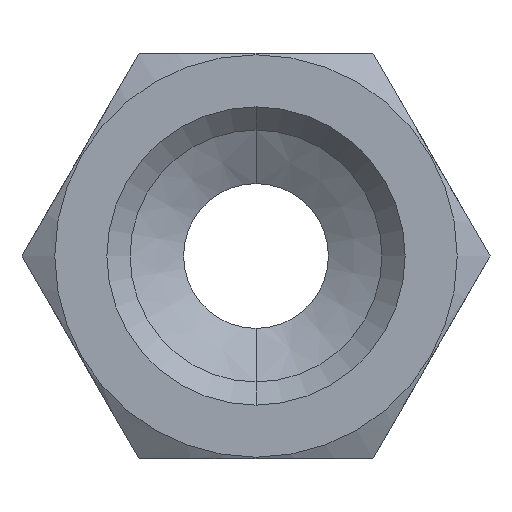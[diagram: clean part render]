
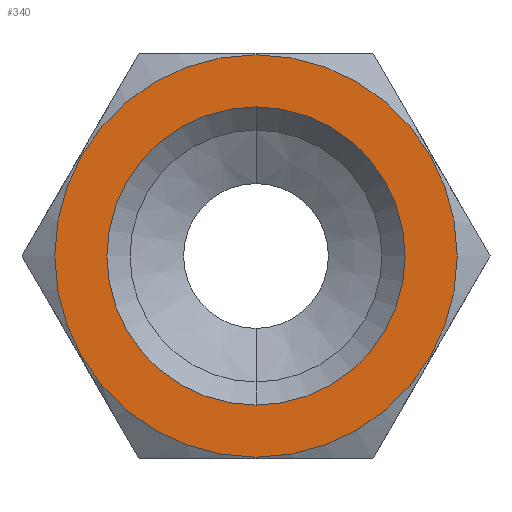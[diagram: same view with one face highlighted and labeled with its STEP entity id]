
A CAD part, front view. The second image highlights one B-rep face of the part: STEP entity #340.
In plain terms, the highlighted planar face has unit normal (0, -1, 0).
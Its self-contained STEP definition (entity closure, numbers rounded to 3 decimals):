
#3 = DIRECTION ( 'NONE',  ( 0., -1., 0. ) ) ;
#6 = DIRECTION ( 'NONE',  ( 0., 0., -1. ) ) ;
#133 = PLANE ( 'NONE',  #1765 ) ;
#134 = CARTESIAN_POINT ( 'NONE',  ( 6.95, 0., 0. ) ) ;
#135 = DIRECTION ( 'NONE',  ( 0., -1., 0. ) ) ;
#136 = DIRECTION ( 'NONE',  ( 0., 0., -1. ) ) ;
#150 = EDGE_CURVE ( 'NONE', #655, #812, #1356, .T. ) ;
#209 = EDGE_CURVE ( 'NONE', #678, #659, #1497, .T. ) ;
#261 = EDGE_CURVE ( 'NONE', #812, #655, #1386, .T. ) ;
#265 = EDGE_CURVE ( 'NONE', #659, #678, #1484, .T. ) ;
#340 = ADVANCED_FACE ( 'NONE', ( #923, #924 ), #133, .T. ) ;
#438 = AXIS2_PLACEMENT_3D ( 'NONE', #1502, #1503, #1504 ) ;
#478 = ORIENTED_EDGE ( 'NONE', *, *, #265, .F. ) ;
#480 = ORIENTED_EDGE ( 'NONE', *, *, #261, .T. ) ;
#481 = ORIENTED_EDGE ( 'NONE', *, *, #209, .F. ) ;
#655 = VERTEX_POINT ( 'NONE', #1945 ) ;
#659 = VERTEX_POINT ( 'NONE', #1949 ) ;
#678 = VERTEX_POINT ( 'NONE', #1968 ) ;
#709 = EDGE_LOOP ( 'NONE', ( #478, #481 ) ) ;
#717 = EDGE_LOOP ( 'NONE', ( #480, #2116 ) ) ;
#812 = VERTEX_POINT ( 'NONE', #2025 ) ;
#923 = FACE_BOUND ( 'NONE', #709, .T. ) ;
#924 = FACE_OUTER_BOUND ( 'NONE', #717, .T. ) ;
#1132 = CARTESIAN_POINT ( 'NONE',  ( 0., 0., 0. ) ) ;
#1133 = DIRECTION ( 'NONE',  ( 0., -1., 0. ) ) ;
#1134 = DIRECTION ( 'NONE',  ( 0., 0., -1. ) ) ;
#1339 = CARTESIAN_POINT ( 'NONE',  ( 0., 0., 0. ) ) ;
#1340 = DIRECTION ( 'NONE',  ( 0., -1., 0. ) ) ;
#1341 = DIRECTION ( 'NONE',  ( 0., 0., -1. ) ) ;
#1355 = AXIS2_PLACEMENT_3D ( 'NONE', #1646, #3, #6 ) ;
#1356 = CIRCLE ( 'NONE', #1355, 6.95 ) ;
#1386 = CIRCLE ( 'NONE', #1485, 6.95 ) ;
#1484 = CIRCLE ( 'NONE', #438, 5.15 ) ;
#1485 = AXIS2_PLACEMENT_3D ( 'NONE', #1339, #1340, #1341 ) ;
#1496 = AXIS2_PLACEMENT_3D ( 'NONE', #1132, #1133, #1134 ) ;
#1497 = CIRCLE ( 'NONE', #1496, 5.15 ) ;
#1502 = CARTESIAN_POINT ( 'NONE',  ( 0., 0., 0. ) ) ;
#1503 = DIRECTION ( 'NONE',  ( 0., -1., 0. ) ) ;
#1504 = DIRECTION ( 'NONE',  ( 0., 0., -1. ) ) ;
#1646 = CARTESIAN_POINT ( 'NONE',  ( 0., 0., 0. ) ) ;
#1765 = AXIS2_PLACEMENT_3D ( 'NONE', #134, #135, #136 ) ;
#1945 = CARTESIAN_POINT ( 'NONE',  ( 0., 0., -6.95 ) ) ;
#1949 = CARTESIAN_POINT ( 'NONE',  ( 0., 0., -5.15 ) ) ;
#1968 = CARTESIAN_POINT ( 'NONE',  ( 0., 0., 5.15 ) ) ;
#2025 = CARTESIAN_POINT ( 'NONE',  ( 0., 0., 6.95 ) ) ;
#2116 = ORIENTED_EDGE ( 'NONE', *, *, #150, .T. ) ;
